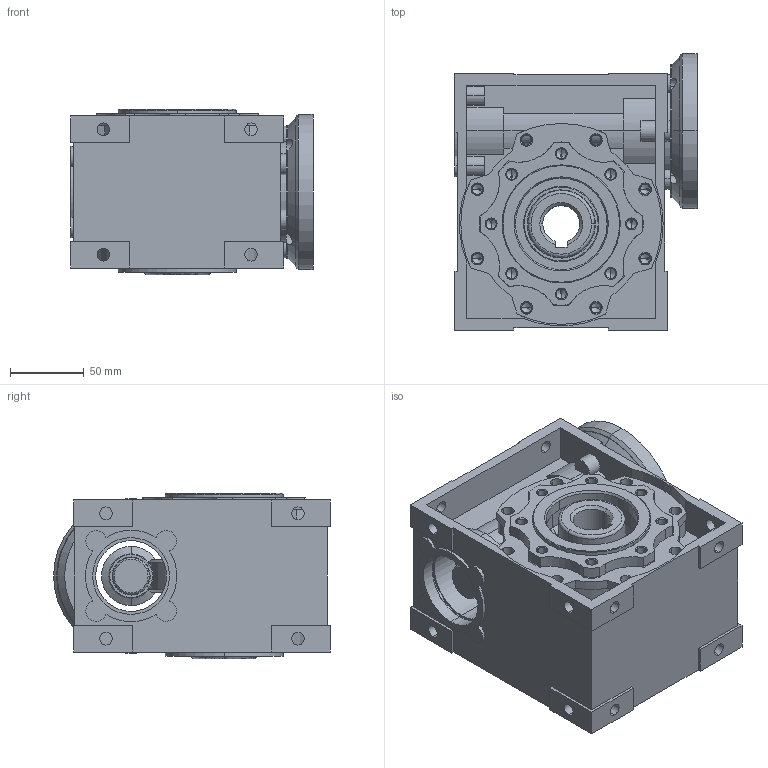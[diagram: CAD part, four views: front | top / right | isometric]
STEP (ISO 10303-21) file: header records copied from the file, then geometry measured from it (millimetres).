
FILE_DESCRIPTION (( 'STEP AP203' ), '1' );
FILE_NAME ('SB063 71B14.STEP', '2009-03-03T17:54:40', ( ' ' ), ( '' ), 'SwSTEP 2.0', 'SolidWorks 2008', '' );
FILE_SCHEMA (( 'CONFIG_CONTROL_DESIGN' ));
Length unit declared in the file: millimetre
Products named in the file (8): NMRV63casing_4; SB63casing1; SB063 71B14; SB63cover1; NMRV63casing_3; SB63input flange1; SB63-50worm shaft1; SB63-50worm wheel1
Assembly tree (7 placements, depth 3):
  SB063 71B14
    SB63-50worm wheel1
    SB63-50worm shaft1
    SB63casing1
      NMRV63casing_4
      NMRV63casing_3
    SB63cover1
    SB63input flange1
Bounding box: 164 x 187.5 x 112 mm (x, y, z)
Volume: 1450579 mm3; surface area: 338131.9 mm2
Topology: 6 solids, 6 shells, 703 faces, 1792 edges, 1107 vertices
Faces by surface type: cylinder 363, cone 166, plane 137, bspline 37
Entity records: 23535 total; most frequent: CARTESIAN_POINT 5385, DIRECTION 3874, ORIENTED_EDGE 3484, EDGE_CURVE 1742, AXIS2_PLACEMENT_3D 1546, VERTEX_POINT 1107, CIRCLE 869, EDGE_LOOP 841
